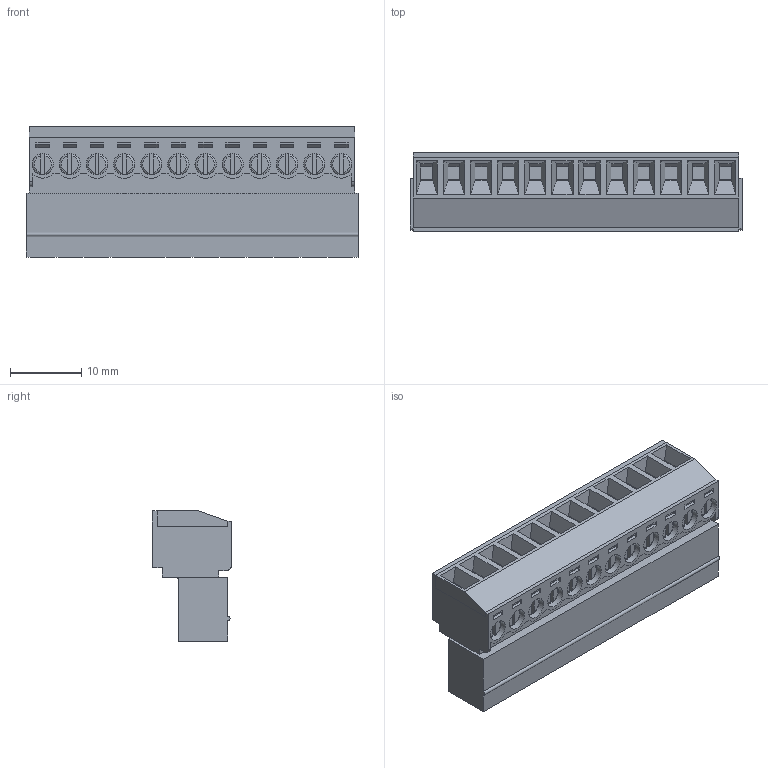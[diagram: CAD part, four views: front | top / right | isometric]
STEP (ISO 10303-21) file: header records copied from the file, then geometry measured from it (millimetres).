
FILE_DESCRIPTION( ( 'Unknown' ), '1' );
FILE_NAME( '691348300012.stp', 'Unknown', ( 'Unknown' ), ( 'Unknown' ), 'PSStep 18.0.17', 'Unknown', ' ' );
FILE_SCHEMA( ( 'AUTOMOTIVE_DESIGN { 1 0 10303 214 1 1 1 1 }' ) );
Length unit declared in the file: millimetre
Products named in the file (6): Assem1; 6913483000xx_Cage; 6913483000xx_Pin; 6913483000xx_vis; 691348300012; 691348300012_CAPOT
Assembly tree (38 placements, depth 2):
  Assem1
    6913483000xx_Cage  x12
    6913483000xx_Pin  x12
    6913483000xx_vis  x12
    691348300012
    691348300012_CAPOT
Bounding box: 46.6 x 11.1 x 18.3 mm (x, y, z)
Volume: 4223.8 mm3; surface area: 12419.1 mm2
Topology: 38 solids, 38 shells, 1942 faces, 5178 edges, 3396 vertices
Faces by surface type: plane 1662, cylinder 232, torus 48
Full cylindrical faces by diameter (mm): 1.45 x12, 1.6 x12, 1.9 x24, 2 x12, 2.9 x12, 3 x12
Entity records: 52858 total; most frequent: CARTESIAN_POINT 7468, ORIENTED_EDGE 7272, DIRECTION 6662, EDGE_CURVE 3636, LINE 3346, VECTOR 3346, VERTEX_POINT 2424, AXIS2_PLACEMENT_3D 1658
